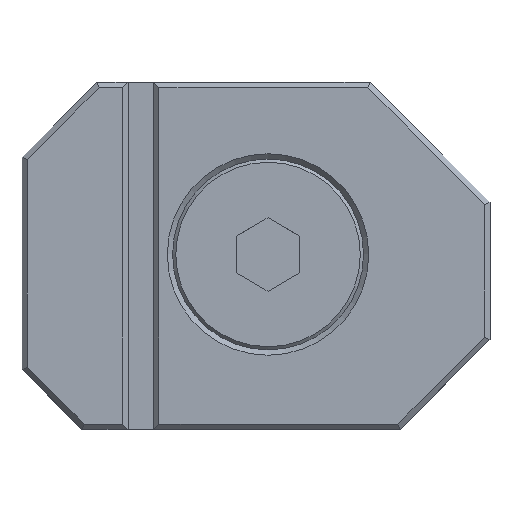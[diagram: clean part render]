
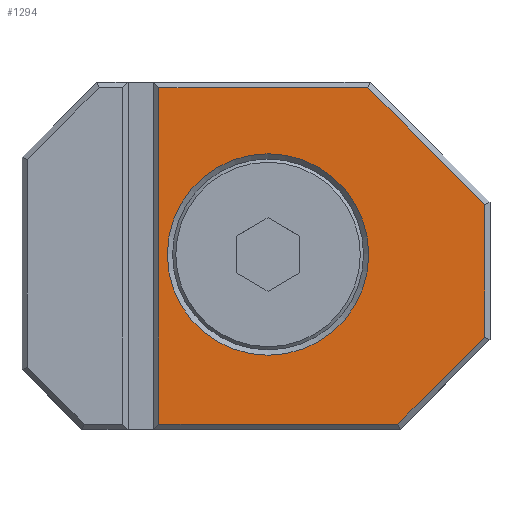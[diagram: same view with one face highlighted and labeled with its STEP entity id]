
A CAD part, top view. The second image highlights one B-rep face of the part: STEP entity #1294.
In plain terms, the highlighted planar face has unit normal (0, 0, 1).
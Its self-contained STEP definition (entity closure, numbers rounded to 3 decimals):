
#43=FACE_BOUND('',#235,.T.);
#69=CIRCLE('',#1389,9.5);
#141=FACE_OUTER_BOUND('',#234,.T.);
#234=EDGE_LOOP('',(#1011,#1012,#1013,#1014,#1015,#1016));
#235=EDGE_LOOP('',(#1017));
#374=LINE('',#2005,#510);
#375=LINE('',#2007,#511);
#376=LINE('',#2009,#512);
#377=LINE('',#2011,#513);
#378=LINE('',#2013,#514);
#379=LINE('',#2014,#515);
#510=VECTOR('',#1627,22.536);
#511=VECTOR('',#1628,11.586);
#512=VECTOR('',#1629,12.515);
#513=VECTOR('',#1630,15.586);
#514=VECTOR('',#1631,19.707);
#515=VECTOR('',#1632,31.728);
#623=VERTEX_POINT('',#2000);
#624=VERTEX_POINT('',#2003);
#625=VERTEX_POINT('',#2004);
#626=VERTEX_POINT('',#2006);
#627=VERTEX_POINT('',#2008);
#628=VERTEX_POINT('',#2010);
#629=VERTEX_POINT('',#2012);
#765=EDGE_CURVE('',#623,#623,#69,.T.);
#766=EDGE_CURVE('',#624,#625,#374,.T.);
#767=EDGE_CURVE('',#626,#624,#375,.T.);
#768=EDGE_CURVE('',#627,#626,#376,.T.);
#769=EDGE_CURVE('',#628,#627,#377,.T.);
#770=EDGE_CURVE('',#629,#628,#378,.T.);
#771=EDGE_CURVE('',#625,#629,#379,.T.);
#1011=ORIENTED_EDGE('',*,*,#766,.F.);
#1012=ORIENTED_EDGE('',*,*,#767,.F.);
#1013=ORIENTED_EDGE('',*,*,#768,.F.);
#1014=ORIENTED_EDGE('',*,*,#769,.F.);
#1015=ORIENTED_EDGE('',*,*,#770,.F.);
#1016=ORIENTED_EDGE('',*,*,#771,.F.);
#1017=ORIENTED_EDGE('',*,*,#765,.F.);
#1224=PLANE('',#1390);
#1294=ADVANCED_FACE('',(#141,#43),#1224,.T.);
#1389=AXIS2_PLACEMENT_3D('',#2001,#1623,#1624);
#1390=AXIS2_PLACEMENT_3D('',#2002,#1625,#1626);
#1623=DIRECTION('center_axis',(0.,0.,1.));
#1624=DIRECTION('ref_axis',(-1.,0.,0.));
#1625=DIRECTION('center_axis',(0.,0.,1.));
#1626=DIRECTION('ref_axis',(1.,0.,0.));
#1627=DIRECTION('',(-1.,0.,0.));
#1628=DIRECTION('',(-0.707,-0.707,0.));
#1629=DIRECTION('',(0.,-1.,0.));
#1630=DIRECTION('',(0.707,-0.707,0.));
#1631=DIRECTION('',(1.,0.,0.));
#1632=DIRECTION('',(0.,1.,0.));
#2000=CARTESIAN_POINT('',(32.707,16.5,5.));
#2001=CARTESIAN_POINT('Origin',(23.207,16.5,5.));
#2002=CARTESIAN_POINT('Origin',(13.019,16.086,5.));
#2003=CARTESIAN_POINT('',(35.45,0.5,5.));
#2004=CARTESIAN_POINT('',(12.914,0.5,5.));
#2005=CARTESIAN_POINT('',(10.545,0.5,5.));
#2006=CARTESIAN_POINT('',(43.642,8.692,5.));
#2007=CARTESIAN_POINT('',(37.908,2.958,5.));
#2008=CARTESIAN_POINT('',(43.642,21.207,5.));
#2009=CARTESIAN_POINT('',(43.642,15.579,5.));
#2010=CARTESIAN_POINT('',(32.621,32.228,5.));
#2011=CARTESIAN_POINT('',(37.34,27.509,5.));
#2012=CARTESIAN_POINT('',(12.914,32.228,5.));
#2013=CARTESIAN_POINT('',(17.252,32.228,5.));
#2014=CARTESIAN_POINT('',(12.914,8.043,5.));
